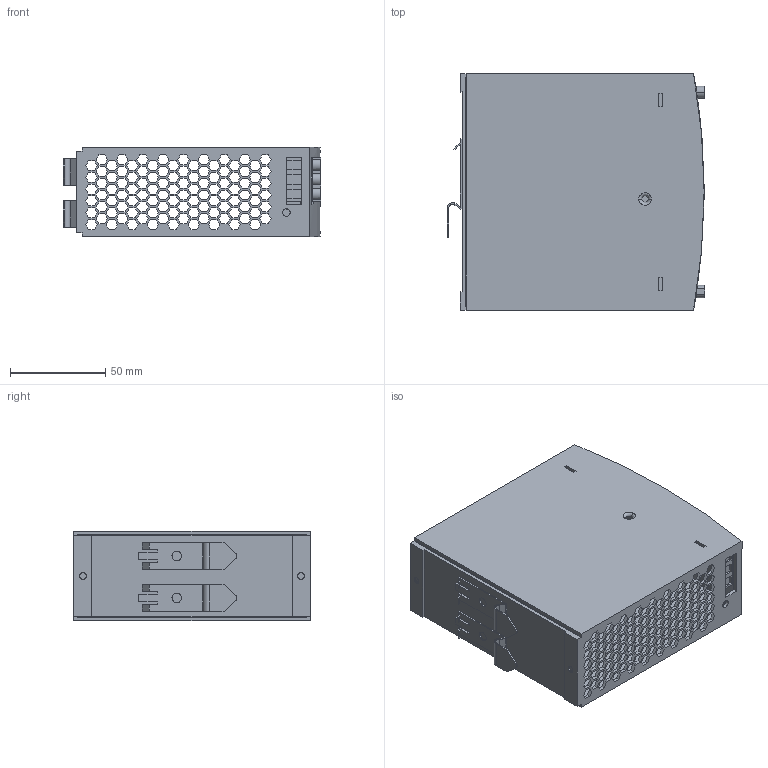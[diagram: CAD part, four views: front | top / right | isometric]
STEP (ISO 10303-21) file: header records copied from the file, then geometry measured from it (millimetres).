
FILE_DESCRIPTION (( 'STEP AP214' ), '1' );
FILE_NAME ('F648DRL-7.62-3P+6.35-4P.STEP', '2025-04-25T01:12:27', ( '' ), ( '' ), 'SwSTEP 2.0', 'SolidWorks 2020', '' );
FILE_SCHEMA (( 'AUTOMOTIVE_DESIGN' ));
Length unit declared in the file: millimetre
Products named in the file (1): F648DRL-7.62-3P+6.35-4P
Bounding box: 135.19 x 124 x 47 mm (x, y, z)
Volume: 89132.1 mm3; surface area: 106348.4 mm2
Topology: 1 solids, 1 shells, 1591 faces, 4651 edges, 3088 vertices
Faces by surface type: plane 1528, cylinder 53, torus 10
Entity records: 53563 total; most frequent: CARTESIAN_POINT 9559, ORIENTED_EDGE 9302, DIRECTION 7977, EDGE_CURVE 4651, VECTOR 4493, LINE 4493, VERTEX_POINT 3088, EDGE_LOOP 2077
